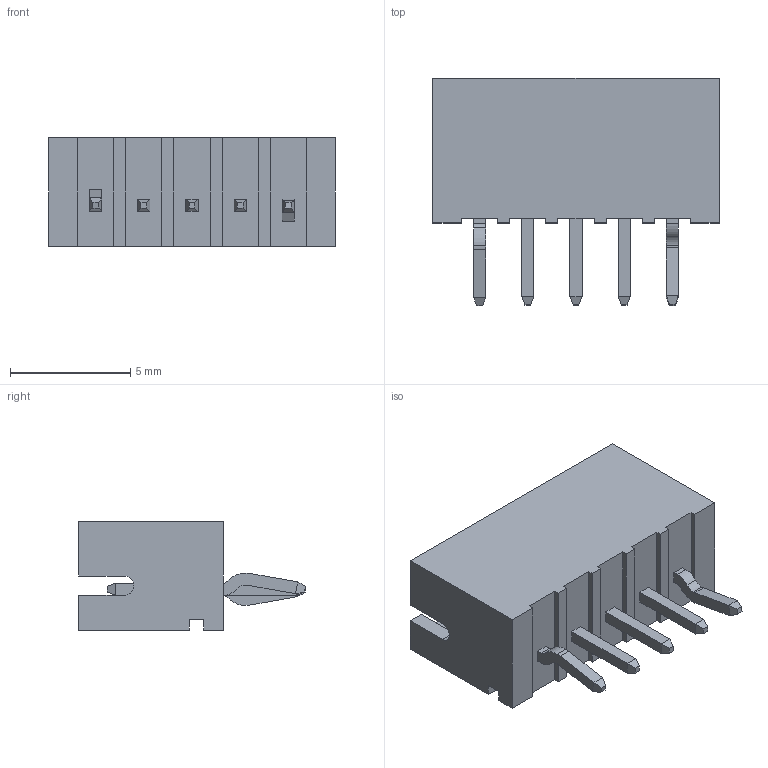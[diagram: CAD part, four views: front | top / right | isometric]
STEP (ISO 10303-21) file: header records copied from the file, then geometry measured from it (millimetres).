
FILE_DESCRIPTION (( 'STEP AP214' ), '1' );
FILE_NAME ('B5B-PH-K.STEP', '2022-04-14T18:59:07', ( '' ), ( '' ), 'SwSTEP 2.0', 'SolidWorks 2017', '' );
FILE_SCHEMA (( 'AUTOMOTIVE_DESIGN' ));
Length unit declared in the file: millimetre
Products named in the file (2): B5B-PH-K; B4B-PH-K-body_B5B-PH-K
Assembly tree (1 placements, depth 2):
  B5B-PH-K
    B4B-PH-K-body_B5B-PH-K
Bounding box: 11.9 x 9.42 x 4.5 mm (x, y, z)
Volume: 143.4 mm3; surface area: 493 mm2
Topology: 6 solids, 6 shells, 176 faces, 461 edges, 294 vertices
Faces by surface type: plane 162, cylinder 14
Entity records: 5412 total; most frequent: CARTESIAN_POINT 935, ORIENTED_EDGE 922, DIRECTION 849, EDGE_CURVE 461, VECTOR 433, LINE 433, VERTEX_POINT 294, AXIS2_PLACEMENT_3D 208
